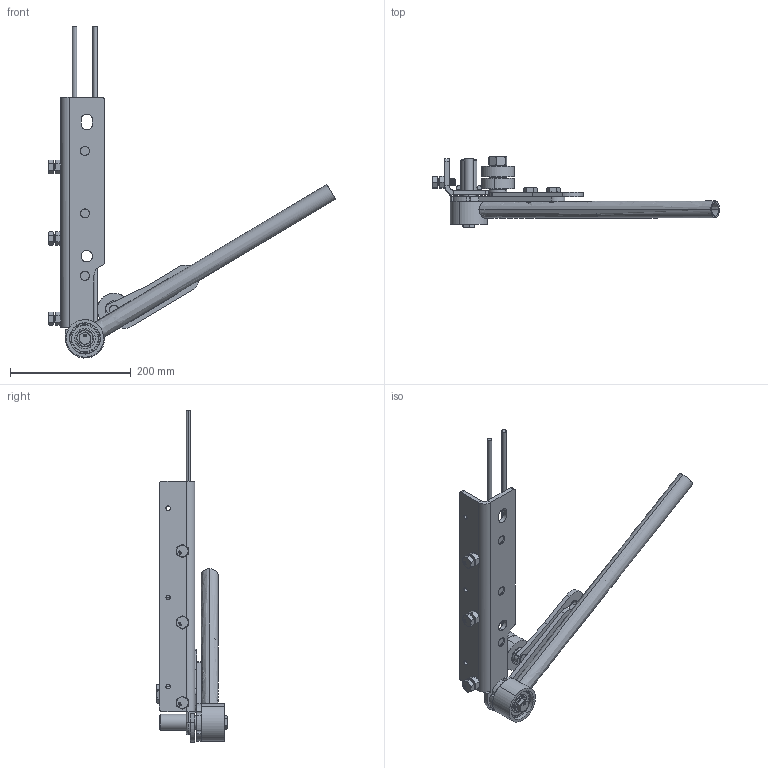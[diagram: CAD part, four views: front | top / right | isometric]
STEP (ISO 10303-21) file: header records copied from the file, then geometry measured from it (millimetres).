
FILE_DESCRIPTION(('FreeCAD Model'),'2;1');
FILE_NAME('Open CASCADE Shape Model','2025-05-08T08:54:57',('FreeCAD'),( 'FreeCAD'),'Open CASCADE STEP processor 7.6','FreeCAD','Unknown');
FILE_SCHEMA(('AUTOMOTIVE_DESIGN { 1 0 10303 214 1 1 1 1 }'));
Products named in the file (1): Open CASCADE STEP translator 7.6 1
Bounding box: 476.33 x 117.55 x 550.93 mm (x, y, z)
Volume: 847908.9 mm3; surface area: 360687.4 mm2
Topology: 50 solids, 50 shells, 1181 faces, 2988 edges, 1935 vertices
Faces by surface type: bspline 1181
Entity records: 78906 total; most frequent: CARTESIAN_POINT 61988, ORIENTED_EDGE 5920, EDGE_CURVE 2960, VERTEX_POINT 1935, B_SPLINE_CURVE_WITH_KNOTS 1729, FACE_BOUND 1319, EDGE_LOOP 1319, ADVANCED_FACE 1181
